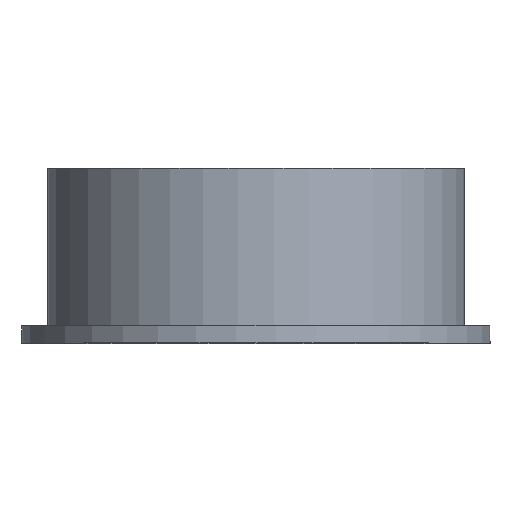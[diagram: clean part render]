
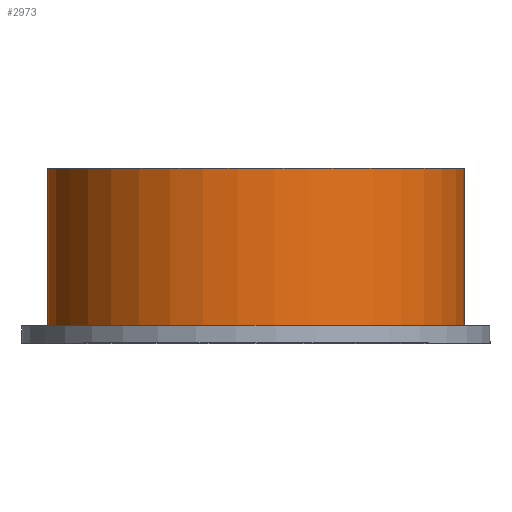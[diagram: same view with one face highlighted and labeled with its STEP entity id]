
A CAD part, top view. The second image highlights one B-rep face of the part: STEP entity #2973.
In plain terms, the highlighted cylindrical face has radius 120 mm (diameter 240 mm), a partial arc.
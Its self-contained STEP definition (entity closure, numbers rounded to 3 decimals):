
#114=CIRCLE('',#3205,120.);
#117=CIRCLE('',#3209,120.);
#374=FACE_OUTER_BOUND('',#569,.T.);
#569=EDGE_LOOP('',(#2281,#2282,#2283,#2284));
#834=LINE('',#4672,#1118);
#835=LINE('',#4674,#1119);
#1118=VECTOR('',#3736,10.);
#1119=VECTOR('',#3737,10.);
#1408=VERTEX_POINT('',#4656);
#1409=VERTEX_POINT('',#4658);
#1413=VERTEX_POINT('',#4671);
#1414=VERTEX_POINT('',#4673);
#1729=EDGE_CURVE('',#1408,#1409,#114,.T.);
#1737=EDGE_CURVE('',#1413,#1409,#834,.T.);
#1738=EDGE_CURVE('',#1408,#1414,#835,.T.);
#1739=EDGE_CURVE('',#1414,#1413,#117,.T.);
#2281=ORIENTED_EDGE('',*,*,#1737,.T.);
#2282=ORIENTED_EDGE('',*,*,#1729,.F.);
#2283=ORIENTED_EDGE('',*,*,#1738,.T.);
#2284=ORIENTED_EDGE('',*,*,#1739,.T.);
#2882=CYLINDRICAL_SURFACE('',#3208,120.);
#2973=ADVANCED_FACE('',(#374),#2882,.T.);
#3205=AXIS2_PLACEMENT_3D('',#4659,#3723,#3724);
#3208=AXIS2_PLACEMENT_3D('',#4670,#3734,#3735);
#3209=AXIS2_PLACEMENT_3D('',#4675,#3738,#3739);
#3723=DIRECTION('center_axis',(0.,1.,0.));
#3724=DIRECTION('ref_axis',(1.,0.,0.));
#3734=DIRECTION('center_axis',(0.,1.,0.));
#3735=DIRECTION('ref_axis',(0.,0.,1.));
#3736=DIRECTION('',(0.,1.,0.));
#3737=DIRECTION('',(0.,-1.,0.));
#3738=DIRECTION('center_axis',(0.,1.,0.));
#3739=DIRECTION('ref_axis',(-1.,0.,0.));
#4656=CARTESIAN_POINT('',(141.596,149.109,-308.234));
#4658=CARTESIAN_POINT('',(219.596,149.109,-308.234));
#4659=CARTESIAN_POINT('Origin',(180.596,149.109,-194.748));
#4670=CARTESIAN_POINT('Origin',(180.596,53.609,-194.748));
#4671=CARTESIAN_POINT('',(219.596,58.609,-308.234));
#4672=CARTESIAN_POINT('',(219.596,53.609,-308.234));
#4673=CARTESIAN_POINT('',(141.596,58.609,-308.234));
#4674=CARTESIAN_POINT('',(141.596,53.609,-308.234));
#4675=CARTESIAN_POINT('Origin',(180.596,58.609,-194.748));
